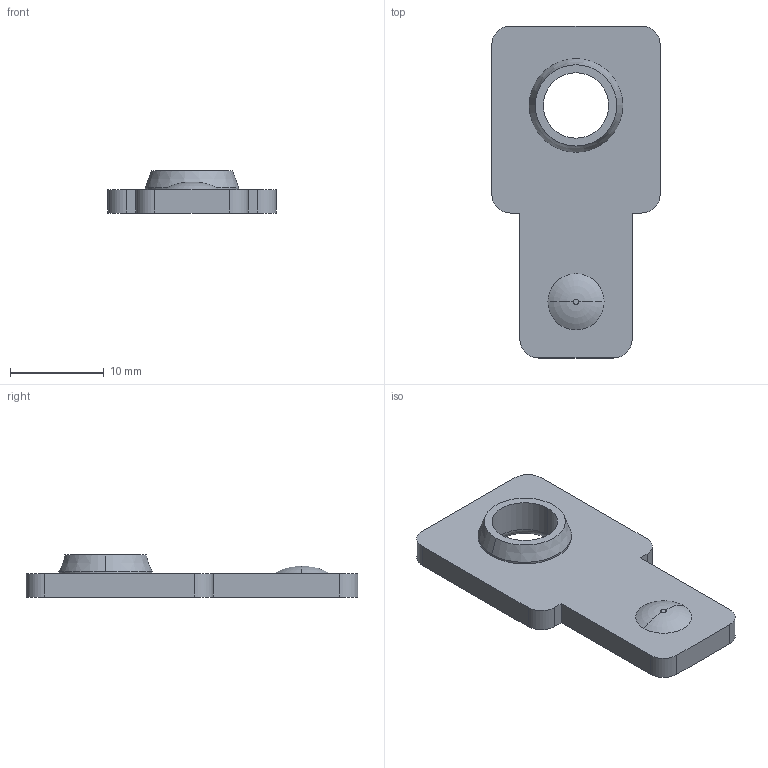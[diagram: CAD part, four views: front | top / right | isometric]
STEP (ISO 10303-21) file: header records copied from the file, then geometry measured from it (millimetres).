
FILE_DESCRIPTION (( 'STEP AP203' ), '1' );
FILE_NAME ('Ðàñøèðèòåëü âûâîäîâ ïîä øèíó 160À.STEP', '2016-10-24T10:22:06', ( 'kuryshev' ), ( '' ), 'SwSTEP 2.0', 'SolidWorks 2010', '' );
FILE_SCHEMA (( 'CONFIG_CONTROL_DESIGN' ));
Length unit declared in the file: millimetre
Products named in the file (1): Ðàñøèðèòåëü âûâîäîâ ïîä øèíó 160À
Bounding box: 18 x 35.5 x 4.5 mm (x, y, z)
Volume: 1303 mm3; surface area: 1406.7 mm2
Topology: 1 solids, 1 shells, 35 faces, 82 edges, 52 vertices
Faces by surface type: plane 13, cylinder 12, torus 8, cone 2
Entity records: 1097 total; most frequent: DIRECTION 198, CARTESIAN_POINT 170, ORIENTED_EDGE 164, EDGE_CURVE 82, AXIS2_PLACEMENT_3D 80, VERTEX_POINT 52, CIRCLE 44, EDGE_LOOP 40
